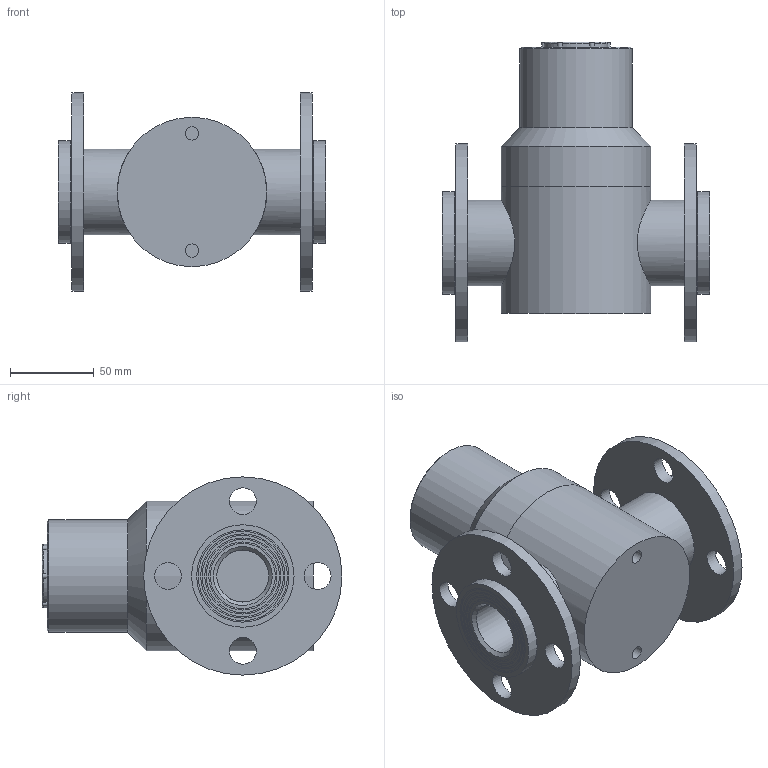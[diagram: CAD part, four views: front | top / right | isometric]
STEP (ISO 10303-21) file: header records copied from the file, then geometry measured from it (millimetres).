
FILE_DESCRIPTION (( 'STEP AP214' ), '1' );
FILE_NAME ('1 1-4-1104-1X-150.STEP', '2019-10-28T11:11:21', ( '' ), ( '' ), 'SwSTEP 2.0', 'SolidWorks 2020', '' );
FILE_SCHEMA (( 'AUTOMOTIVE_DESIGN' ));
Length unit declared in the file: millimetre
Products named in the file (6): 1 1-4-1104-1X-150; PVC Bonnet all size_40mm PVC-304; 1 1-4 inch ANSI 150 SS BR; 40mm Fusion Stub - PP; 40mm Fusion weld body - PS-90-150; 32 + 40mm Dust Cap
Assembly tree (7 placements, depth 2):
  1 1-4-1104-1X-150
    40mm Fusion weld body - PS-90-150
    40mm Fusion Stub - PP  x2
    PVC Bonnet all size_40mm PVC-304
    32 + 40mm Dust Cap
    1 1-4 inch ANSI 150 SS BR  x2
Bounding box: 159 x 178.5 x 118 mm (x, y, z)
Volume: 1042290.4 mm3; surface area: 154555.5 mm2
Topology: 7 solids, 7 shells, 141 faces, 293 edges, 193 vertices
Faces by surface type: cylinder 67, plane 47, torus 13, bspline 7, cone 7
Full cylindrical faces by diameter (mm): 7.938 x2, 16 x8, 20 x1, 27.5 x1, 31 x2, 33 x2, 38.748 x2, 40.548 x2, 42 x1, 43.548 x2, 45.348 x2, 48.348 x2, 50.148 x2, 51 x2, 51.5 x2, 53.148 x2, 54.948 x2, 61 x2, 67 x1, 70 x8, 89 x2, 118 x2
Entity records: 5805 total; most frequent: CARTESIAN_POINT 3602, DIRECTION 423, ORIENTED_EDGE 338, AXIS2_PLACEMENT_3D 201, EDGE_CURVE 169, EDGE_LOOP 165, VERTEX_POINT 132, FACE_OUTER_BOUND 129
